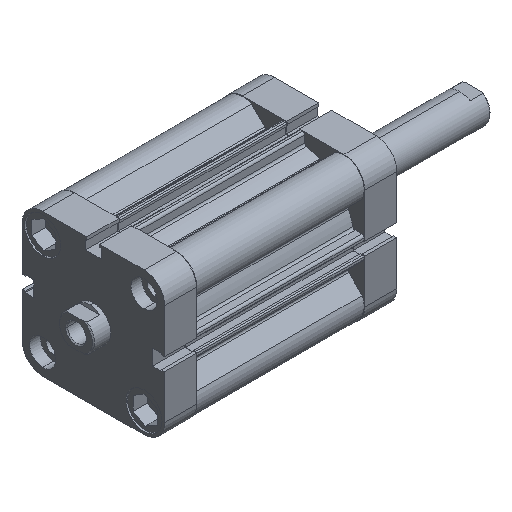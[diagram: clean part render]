
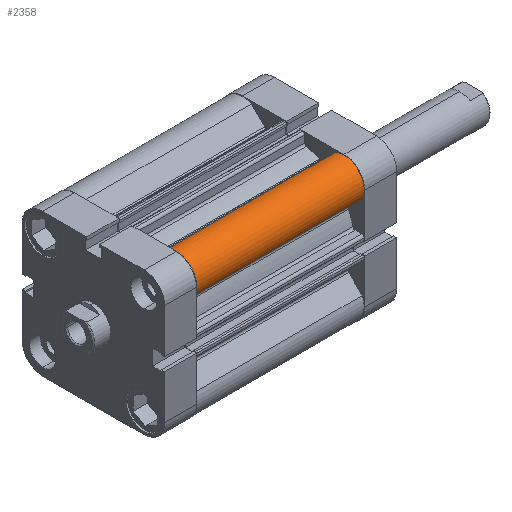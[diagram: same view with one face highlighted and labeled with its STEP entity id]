
A CAD part, isometric view. The second image highlights one B-rep face of the part: STEP entity #2358.
In plain terms, the highlighted cylindrical face has radius 9.25 mm (diameter 18.5 mm), a partial arc.
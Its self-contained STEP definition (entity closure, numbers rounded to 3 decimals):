
#729 = ORIENTED_EDGE ( 'NONE', *, *, #7133, .T. ) ;
#730 = ORIENTED_EDGE ( 'NONE', *, *, #7193, .F. ) ;
#731 = ORIENTED_EDGE ( 'NONE', *, *, #6869, .F. ) ;
#732 = ORIENTED_EDGE ( 'NONE', *, *, #7200, .T. ) ;
#1449 = CARTESIAN_POINT ( 'NONE',  ( 31.559, -19.184, 77. ) ) ;
#1450 = DIRECTION ( 'NONE',  ( 0., 0., -1. ) ) ;
#1463 = CARTESIAN_POINT ( 'NONE',  ( 19.184, -31.559, 77. ) ) ;
#1464 = DIRECTION ( 'NONE',  ( 0., 0., -1. ) ) ;
#2358 = ADVANCED_FACE ( 'NONE', ( #4010 ), #4007, .T. ) ;
#2507 = VERTEX_POINT ( 'NONE', #4961 ) ;
#2508 = VERTEX_POINT ( 'NONE', #4962 ) ;
#2599 = VERTEX_POINT ( 'NONE', #5053 ) ;
#2600 = VERTEX_POINT ( 'NONE', #5054 ) ;
#3486 = DIRECTION ( 'NONE',  ( 0., 0., -1. ) ) ;
#3489 = DIRECTION ( 'NONE',  ( -1., 0., 0. ) ) ;
#3494 = CARTESIAN_POINT ( 'NONE',  ( 23.25, -23.25, 77. ) ) ;
#4007 = CYLINDRICAL_SURFACE ( 'NONE', #7541, 9.25 ) ;
#4010 = FACE_OUTER_BOUND ( 'NONE', #6550, .T. ) ;
#4351 = CIRCLE ( 'NONE', #7683, 9.25 ) ;
#4768 = CIRCLE ( 'NONE', #6137, 9.25 ) ;
#4861 = LINE ( 'NONE', #1449, #4862 ) ;
#4862 = VECTOR ( 'NONE', #1450, 1000. ) ;
#4875 = LINE ( 'NONE', #1463, #4876 ) ;
#4876 = VECTOR ( 'NONE', #1464, 1000. ) ;
#4961 = CARTESIAN_POINT ( 'NONE',  ( 19.184, -31.559, 77. ) ) ;
#4962 = CARTESIAN_POINT ( 'NONE',  ( 31.559, -19.184, 77. ) ) ;
#5053 = CARTESIAN_POINT ( 'NONE',  ( 31.559, -19.184, 0. ) ) ;
#5054 = CARTESIAN_POINT ( 'NONE',  ( 19.184, -31.559, 0. ) ) ;
#5420 = CARTESIAN_POINT ( 'NONE',  ( 23.25, -23.25, 77. ) ) ;
#5431 = DIRECTION ( 'NONE',  ( 0., 0., 1. ) ) ;
#5432 = DIRECTION ( 'NONE',  ( -1., 0., 0. ) ) ;
#6049 = CARTESIAN_POINT ( 'NONE',  ( 23.25, -23.25, 0. ) ) ;
#6071 = DIRECTION ( 'NONE',  ( 0., 0., 1. ) ) ;
#6072 = DIRECTION ( 'NONE',  ( -1., 0., 0. ) ) ;
#6137 = AXIS2_PLACEMENT_3D ( 'NONE', #6049, #6071, #6072 ) ;
#6550 = EDGE_LOOP ( 'NONE', ( #729, #730, #731, #732 ) ) ;
#6869 = EDGE_CURVE ( 'NONE', #2507, #2508, #4351, .T. ) ;
#7133 = EDGE_CURVE ( 'NONE', #2600, #2599, #4768, .T. ) ;
#7193 = EDGE_CURVE ( 'NONE', #2508, #2599, #4861, .T. ) ;
#7200 = EDGE_CURVE ( 'NONE', #2507, #2600, #4875, .T. ) ;
#7541 = AXIS2_PLACEMENT_3D ( 'NONE', #3494, #3486, #3489 ) ;
#7683 = AXIS2_PLACEMENT_3D ( 'NONE', #5420, #5431, #5432 ) ;
